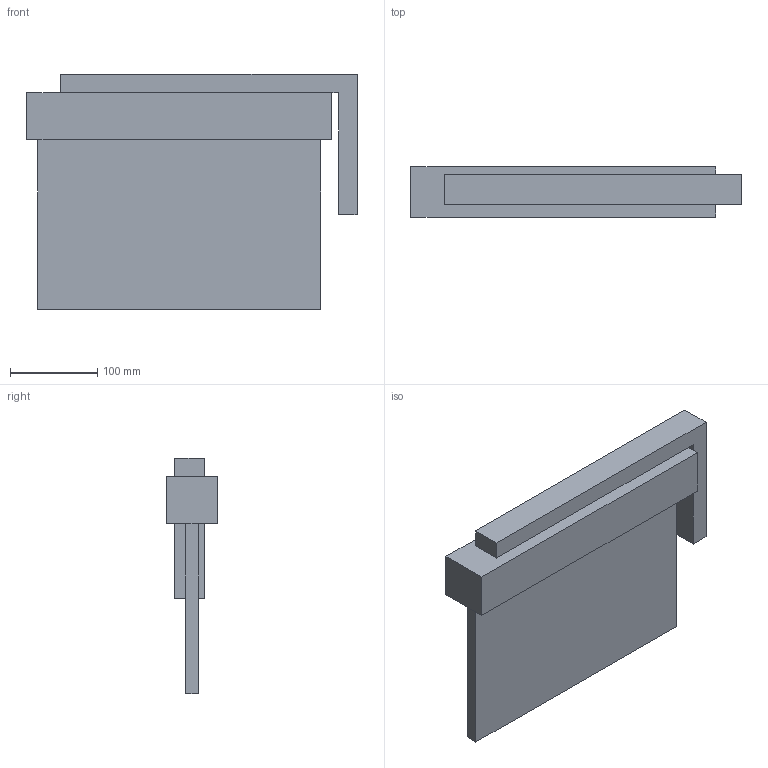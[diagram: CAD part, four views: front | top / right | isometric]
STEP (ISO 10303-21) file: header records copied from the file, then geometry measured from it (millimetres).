
FILE_DESCRIPTION(/* description */ ('Unknown'),/* implementation_level */ '2;1');
FILE_NAME(/* name */ 'SNP 1018.2 WA LED 230V',/* time_stamp */ '2018-06-19T10:37:04+02:00',/* author */ ('Unknown'),/* organization */ ('Unknown'),/* preprocessor_version */ 'ST-DEVELOPER v16.7',/* originating_system */ 'DEX',/* authorisation */ $);
FILE_SCHEMA (('AUTOMOTIVE_DESIGN {1 0 10303 214 3 1 1}'));
Length unit declared in the file: millimetre
Products named in the file (1): Part2
Bounding box: 379 x 58 x 270 mm (x, y, z)
Volume: 2360903.3 mm3; surface area: 250263.8 mm2
Topology: 1 solids, 1 shells, 19 faces, 46 edges, 30 vertices
Faces by surface type: plane 19
Entity records: 574 total; most frequent: CARTESIAN_POINT 96, ORIENTED_EDGE 92, DIRECTION 86, EDGE_CURVE 46, LINE 46, VECTOR 46, VERTEX_POINT 30, EDGE_LOOP 20
